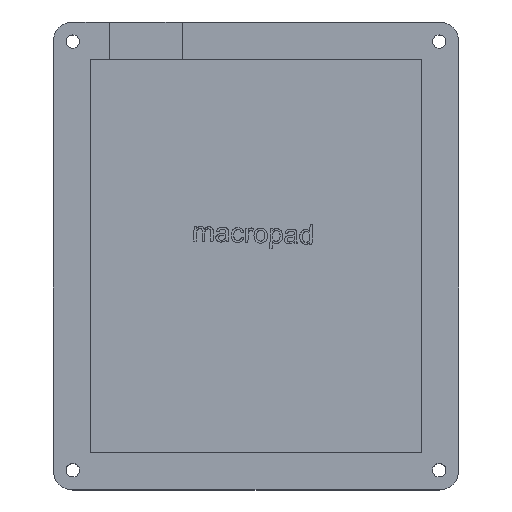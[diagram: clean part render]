
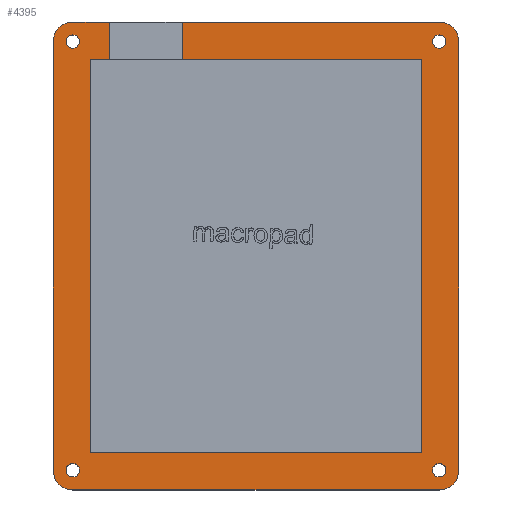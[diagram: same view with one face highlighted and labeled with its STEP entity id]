
A CAD part, top view. The second image highlights one B-rep face of the part: STEP entity #4395.
In plain terms, the highlighted planar face has unit normal (0, 0, 1).
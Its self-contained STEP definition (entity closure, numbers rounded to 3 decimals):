
#19=CIRCLE('',#4489,5.);
#21=CIRCLE('',#4493,5.);
#22=CIRCLE('',#4494,5.);
#23=CIRCLE('',#4495,5.);
#24=CIRCLE('',#4496,1.7);
#25=CIRCLE('',#4497,1.7);
#26=CIRCLE('',#4498,1.7);
#27=CIRCLE('',#4499,1.7);
#68=FACE_BOUND('',#1021,.T.);
#69=FACE_BOUND('',#1022,.T.);
#70=FACE_BOUND('',#1023,.T.);
#71=FACE_BOUND('',#1024,.T.);
#768=FACE_OUTER_BOUND('',#1020,.T.);
#1020=EDGE_LOOP('',(#3978,#3979,#3980,#3981,#3982,#3983,#3984,#3985,#3986,
#3987,#3988,#3989,#3990,#3991,#3992,#3993));
#1021=EDGE_LOOP('',(#3994));
#1022=EDGE_LOOP('',(#3995));
#1023=EDGE_LOOP('',(#3996));
#1024=EDGE_LOOP('',(#3997));
#1336=LINE('',#8988,#1654);
#1340=LINE('',#8996,#1658);
#1343=LINE('',#9002,#1661);
#1344=LINE('',#9006,#1662);
#1345=LINE('',#9010,#1663);
#1346=LINE('',#9013,#1664);
#1347=LINE('',#9015,#1665);
#1348=LINE('',#9017,#1666);
#1349=LINE('',#9019,#1667);
#1350=LINE('',#9021,#1668);
#1351=LINE('',#9023,#1669);
#1352=LINE('',#9024,#1670);
#1654=VECTOR('',#4931,10.);
#1658=VECTOR('',#4935,10.);
#1661=VECTOR('',#4940,10.);
#1662=VECTOR('',#4943,10.);
#1663=VECTOR('',#4946,10.);
#1664=VECTOR('',#4949,10.);
#1665=VECTOR('',#4950,10.);
#1666=VECTOR('',#4951,10.);
#1667=VECTOR('',#4952,10.);
#1668=VECTOR('',#4953,10.);
#1669=VECTOR('',#4954,10.);
#1670=VECTOR('',#4955,10.);
#2092=VERTEX_POINT('',#8978);
#2093=VERTEX_POINT('',#8979);
#2096=VERTEX_POINT('',#8987);
#2099=VERTEX_POINT('',#8993);
#2100=VERTEX_POINT('',#8995);
#2102=VERTEX_POINT('',#9001);
#2103=VERTEX_POINT('',#9003);
#2104=VERTEX_POINT('',#9005);
#2105=VERTEX_POINT('',#9007);
#2106=VERTEX_POINT('',#9009);
#2107=VERTEX_POINT('',#9012);
#2108=VERTEX_POINT('',#9014);
#2109=VERTEX_POINT('',#9016);
#2110=VERTEX_POINT('',#9018);
#2111=VERTEX_POINT('',#9020);
#2112=VERTEX_POINT('',#9022);
#2113=VERTEX_POINT('',#9025);
#2114=VERTEX_POINT('',#9027);
#2115=VERTEX_POINT('',#9029);
#2116=VERTEX_POINT('',#9031);
#2728=EDGE_CURVE('',#2092,#2093,#19,.T.);
#2732=EDGE_CURVE('',#2096,#2093,#1336,.T.);
#2736=EDGE_CURVE('',#2100,#2099,#1340,.T.);
#2739=EDGE_CURVE('',#2092,#2102,#1343,.T.);
#2740=EDGE_CURVE('',#2103,#2102,#21,.T.);
#2741=EDGE_CURVE('',#2103,#2104,#1344,.T.);
#2742=EDGE_CURVE('',#2105,#2104,#22,.T.);
#2743=EDGE_CURVE('',#2105,#2106,#1345,.T.);
#2744=EDGE_CURVE('',#2100,#2106,#23,.T.);
#2745=EDGE_CURVE('',#2099,#2107,#1346,.T.);
#2746=EDGE_CURVE('',#2107,#2108,#1347,.T.);
#2747=EDGE_CURVE('',#2108,#2109,#1348,.T.);
#2748=EDGE_CURVE('',#2109,#2110,#1349,.T.);
#2749=EDGE_CURVE('',#2110,#2111,#1350,.T.);
#2750=EDGE_CURVE('',#2111,#2112,#1351,.T.);
#2751=EDGE_CURVE('',#2112,#2096,#1352,.T.);
#2752=EDGE_CURVE('',#2113,#2113,#24,.T.);
#2753=EDGE_CURVE('',#2114,#2114,#25,.T.);
#2754=EDGE_CURVE('',#2115,#2115,#26,.T.);
#2755=EDGE_CURVE('',#2116,#2116,#27,.T.);
#3978=ORIENTED_EDGE('',*,*,#2728,.F.);
#3979=ORIENTED_EDGE('',*,*,#2739,.T.);
#3980=ORIENTED_EDGE('',*,*,#2740,.F.);
#3981=ORIENTED_EDGE('',*,*,#2741,.T.);
#3982=ORIENTED_EDGE('',*,*,#2742,.F.);
#3983=ORIENTED_EDGE('',*,*,#2743,.T.);
#3984=ORIENTED_EDGE('',*,*,#2744,.F.);
#3985=ORIENTED_EDGE('',*,*,#2736,.T.);
#3986=ORIENTED_EDGE('',*,*,#2745,.T.);
#3987=ORIENTED_EDGE('',*,*,#2746,.T.);
#3988=ORIENTED_EDGE('',*,*,#2747,.T.);
#3989=ORIENTED_EDGE('',*,*,#2748,.T.);
#3990=ORIENTED_EDGE('',*,*,#2749,.T.);
#3991=ORIENTED_EDGE('',*,*,#2750,.T.);
#3992=ORIENTED_EDGE('',*,*,#2751,.T.);
#3993=ORIENTED_EDGE('',*,*,#2732,.T.);
#3994=ORIENTED_EDGE('',*,*,#2752,.T.);
#3995=ORIENTED_EDGE('',*,*,#2753,.T.);
#3996=ORIENTED_EDGE('',*,*,#2754,.T.);
#3997=ORIENTED_EDGE('',*,*,#2755,.T.);
#4167=PLANE('',#4492);
#4395=ADVANCED_FACE('',(#768,#68,#69,#70,#71),#4167,.T.);
#4489=AXIS2_PLACEMENT_3D('',#8980,#4923,#4924);
#4492=AXIS2_PLACEMENT_3D('',#9000,#4938,#4939);
#4493=AXIS2_PLACEMENT_3D('',#9004,#4941,#4942);
#4494=AXIS2_PLACEMENT_3D('',#9008,#4944,#4945);
#4495=AXIS2_PLACEMENT_3D('',#9011,#4947,#4948);
#4496=AXIS2_PLACEMENT_3D('',#9026,#4956,#4957);
#4497=AXIS2_PLACEMENT_3D('',#9028,#4958,#4959);
#4498=AXIS2_PLACEMENT_3D('',#9030,#4960,#4961);
#4499=AXIS2_PLACEMENT_3D('',#9032,#4962,#4963);
#4923=DIRECTION('center_axis',(0.,0.,-1.));
#4924=DIRECTION('ref_axis',(-0.707,0.707,0.));
#4931=DIRECTION('',(-1.,0.,0.));
#4935=DIRECTION('',(-1.,0.,0.));
#4938=DIRECTION('center_axis',(0.,0.,1.));
#4939=DIRECTION('ref_axis',(1.,0.,0.));
#4940=DIRECTION('',(0.,-1.,0.));
#4941=DIRECTION('center_axis',(0.,0.,-1.));
#4942=DIRECTION('ref_axis',(-0.707,-0.707,0.));
#4943=DIRECTION('',(1.,0.,0.));
#4944=DIRECTION('center_axis',(0.,0.,-1.));
#4945=DIRECTION('ref_axis',(0.707,-0.707,0.));
#4946=DIRECTION('',(0.,1.,0.));
#4947=DIRECTION('center_axis',(0.,0.,-1.));
#4948=DIRECTION('ref_axis',(0.707,0.707,0.));
#4949=DIRECTION('',(0.,-1.,0.));
#4950=DIRECTION('',(1.,0.,0.));
#4951=DIRECTION('',(0.,-1.,0.));
#4952=DIRECTION('',(-1.,0.,0.));
#4953=DIRECTION('',(0.,1.,0.));
#4954=DIRECTION('',(1.,0.,0.));
#4955=DIRECTION('',(0.,1.,0.));
#4956=DIRECTION('center_axis',(0.,0.,-1.));
#4957=DIRECTION('ref_axis',(1.,0.,0.));
#4958=DIRECTION('center_axis',(0.,0.,-1.));
#4959=DIRECTION('ref_axis',(1.,0.,0.));
#4960=DIRECTION('center_axis',(0.,0.,-1.));
#4961=DIRECTION('ref_axis',(1.,0.,0.));
#4962=DIRECTION('center_axis',(0.,0.,-1.));
#4963=DIRECTION('ref_axis',(1.,0.,0.));
#8978=CARTESIAN_POINT('',(30.816,151.543,13.));
#8979=CARTESIAN_POINT('',(35.816,156.543,13.));
#8980=CARTESIAN_POINT('Origin',(35.816,151.543,13.));
#8987=CARTESIAN_POINT('',(45.152,156.543,13.));
#8988=CARTESIAN_POINT('',(30.816,156.543,13.));
#8993=CARTESIAN_POINT('',(63.652,156.543,13.));
#8995=CARTESIAN_POINT('',(129.064,156.543,13.));
#8996=CARTESIAN_POINT('',(30.816,156.543,13.));
#9000=CARTESIAN_POINT('Origin',(129.064,151.543,13.));
#9001=CARTESIAN_POINT('',(30.816,42.483,13.));
#9002=CARTESIAN_POINT('',(30.816,37.483,13.));
#9003=CARTESIAN_POINT('',(35.816,37.483,13.));
#9004=CARTESIAN_POINT('Origin',(35.816,42.483,13.));
#9005=CARTESIAN_POINT('',(129.064,37.483,13.));
#9006=CARTESIAN_POINT('',(134.064,37.483,13.));
#9007=CARTESIAN_POINT('',(134.064,42.483,13.));
#9008=CARTESIAN_POINT('Origin',(129.064,42.483,13.));
#9009=CARTESIAN_POINT('',(134.064,151.543,13.));
#9010=CARTESIAN_POINT('',(134.064,156.543,13.));
#9011=CARTESIAN_POINT('Origin',(129.064,151.543,13.));
#9012=CARTESIAN_POINT('',(63.652,147.043,13.));
#9013=CARTESIAN_POINT('',(63.652,154.043,13.));
#9014=CARTESIAN_POINT('',(124.564,147.043,13.));
#9015=CARTESIAN_POINT('',(40.316,147.043,13.));
#9016=CARTESIAN_POINT('',(124.564,46.983,13.));
#9017=CARTESIAN_POINT('',(124.564,147.043,13.));
#9018=CARTESIAN_POINT('',(40.316,46.983,13.));
#9019=CARTESIAN_POINT('',(124.564,46.983,13.));
#9020=CARTESIAN_POINT('',(40.316,147.043,13.));
#9021=CARTESIAN_POINT('',(40.316,46.983,13.));
#9022=CARTESIAN_POINT('',(45.152,147.043,13.));
#9023=CARTESIAN_POINT('',(40.316,147.043,13.));
#9024=CARTESIAN_POINT('',(45.152,149.293,13.));
#9025=CARTESIAN_POINT('',(127.364,151.543,13.));
#9026=CARTESIAN_POINT('Origin',(129.064,151.543,13.));
#9027=CARTESIAN_POINT('',(34.116,42.483,13.));
#9028=CARTESIAN_POINT('Origin',(35.816,42.483,13.));
#9029=CARTESIAN_POINT('',(34.116,151.543,13.));
#9030=CARTESIAN_POINT('Origin',(35.816,151.543,13.));
#9031=CARTESIAN_POINT('',(127.364,42.483,13.));
#9032=CARTESIAN_POINT('Origin',(129.064,42.483,13.));
